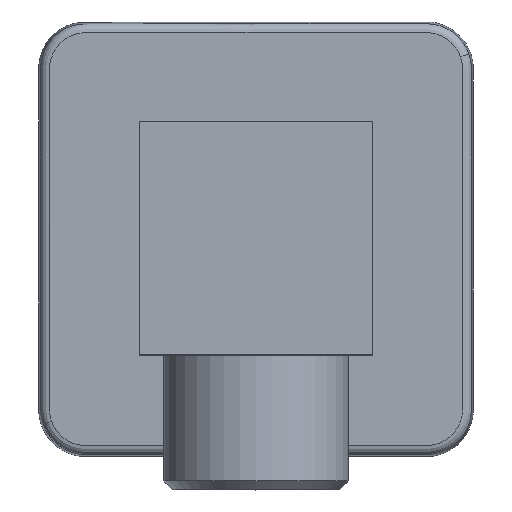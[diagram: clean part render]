
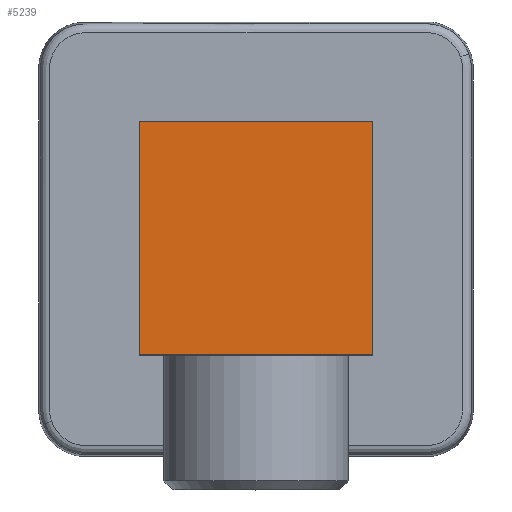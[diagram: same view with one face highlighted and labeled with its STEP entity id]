
A CAD part, top view. The second image highlights one B-rep face of the part: STEP entity #5239.
In plain terms, the highlighted face is planar.
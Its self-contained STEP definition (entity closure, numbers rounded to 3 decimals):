
#98 = VECTOR ( 'NONE', #5379, 1000. ) ;
#371 = FACE_OUTER_BOUND ( 'NONE', #6100, .T. ) ;
#401 = EDGE_CURVE ( 'NONE', #1158, #4837, #5315, .T. ) ;
#834 = AXIS2_PLACEMENT_3D ( 'NONE', #5168, #1291, #4748 ) ;
#913 = LINE ( 'NONE', #5848, #4001 ) ;
#918 = ORIENTED_EDGE ( 'NONE', *, *, #401, .T. ) ;
#1158 = VERTEX_POINT ( 'NONE', #3978 ) ;
#1291 = DIRECTION ( 'NONE',  ( 0., 1., 0. ) ) ;
#1297 = LINE ( 'NONE', #4754, #5490 ) ;
#1485 = DIRECTION ( 'NONE',  ( 1., 0., 0. ) ) ;
#2053 = ORIENTED_EDGE ( 'NONE', *, *, #3844, .T. ) ;
#2088 = VERTEX_POINT ( 'NONE', #4162 ) ;
#2372 = LINE ( 'NONE', #4311, #2976 ) ;
#2391 = ORIENTED_EDGE ( 'NONE', *, *, #3810, .T. ) ;
#2976 = VECTOR ( 'NONE', #4032, 1000. ) ;
#3101 = CARTESIAN_POINT ( 'NONE',  ( -13., 56., -13. ) ) ;
#3320 = ORIENTED_EDGE ( 'NONE', *, *, #3537, .T. ) ;
#3434 = CARTESIAN_POINT ( 'NONE',  ( 13., 56., 13. ) ) ;
#3537 = EDGE_CURVE ( 'NONE', #4837, #2088, #1297, .T. ) ;
#3810 = EDGE_CURVE ( 'NONE', #2088, #4239, #913, .T. ) ;
#3844 = EDGE_CURVE ( 'NONE', #4239, #1158, #2372, .T. ) ;
#3978 = CARTESIAN_POINT ( 'NONE',  ( 13., 56., -13. ) ) ;
#4001 = VECTOR ( 'NONE', #1485, 1000. ) ;
#4032 = DIRECTION ( 'NONE',  ( 0., 0., -1. ) ) ;
#4162 = CARTESIAN_POINT ( 'NONE',  ( -13., 56., 13. ) ) ;
#4182 = PLANE ( 'NONE',  #834 ) ;
#4239 = VERTEX_POINT ( 'NONE', #3434 ) ;
#4311 = CARTESIAN_POINT ( 'NONE',  ( 13., 56., -13. ) ) ;
#4658 = DIRECTION ( 'NONE',  ( 0., 0., 1. ) ) ;
#4748 = DIRECTION ( 'NONE',  ( 0., 0., 1. ) ) ;
#4754 = CARTESIAN_POINT ( 'NONE',  ( -13., 56., -13. ) ) ;
#4837 = VERTEX_POINT ( 'NONE', #3101 ) ;
#4838 = CARTESIAN_POINT ( 'NONE',  ( -13., 56., -13. ) ) ;
#5168 = CARTESIAN_POINT ( 'NONE',  ( 0., 56., 0. ) ) ;
#5239 = ADVANCED_FACE ( 'NONE', ( #371 ), #4182, .T. ) ;
#5315 = LINE ( 'NONE', #4838, #98 ) ;
#5379 = DIRECTION ( 'NONE',  ( -1., 0., 0. ) ) ;
#5490 = VECTOR ( 'NONE', #4658, 1000. ) ;
#5848 = CARTESIAN_POINT ( 'NONE',  ( -13., 56., 13. ) ) ;
#6100 = EDGE_LOOP ( 'NONE', ( #2053, #918, #3320, #2391 ) ) ;
